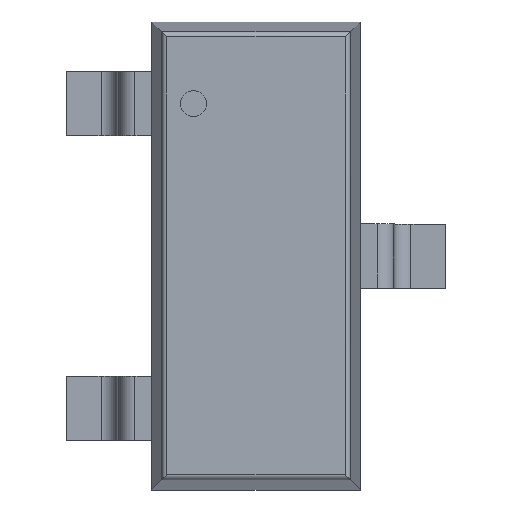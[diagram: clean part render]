
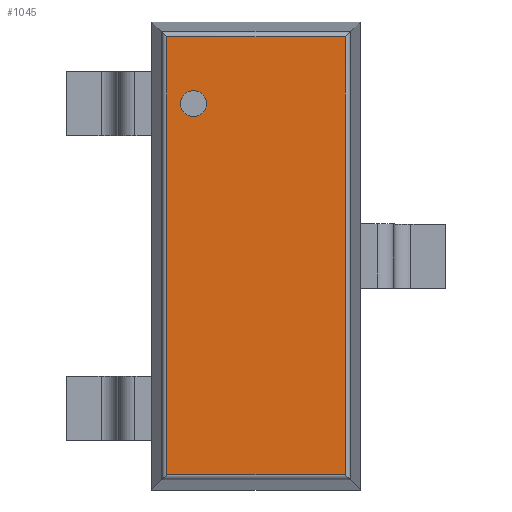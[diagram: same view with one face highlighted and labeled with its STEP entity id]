
A CAD part, top view. The second image highlights one B-rep face of the part: STEP entity #1045.
In plain terms, the highlighted planar face has unit normal (0, 0, 1).
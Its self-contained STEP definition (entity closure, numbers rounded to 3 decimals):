
#41=FACE_BOUND('',#171,.T.);
#42=CIRCLE('',#1157,0.081);
#107=FACE_OUTER_BOUND('',#170,.T.);
#170=EDGE_LOOP('',(#765,#766,#767,#768));
#171=EDGE_LOOP('',(#769));
#244=LINE('',#1619,#362);
#248=LINE('',#1630,#366);
#249=LINE('',#1633,#367);
#250=LINE('',#1634,#368);
#362=VECTOR('',#1304,1.);
#366=VECTOR('',#1318,1.);
#367=VECTOR('',#1321,1.);
#368=VECTOR('',#1322,1.);
#470=VERTEX_POINT('',#1616);
#471=VERTEX_POINT('',#1618);
#473=VERTEX_POINT('',#1628);
#474=VERTEX_POINT('',#1632);
#475=VERTEX_POINT('',#1635);
#577=EDGE_CURVE('',#470,#471,#244,.T.);
#583=EDGE_CURVE('',#470,#473,#248,.T.);
#584=EDGE_CURVE('',#473,#474,#249,.T.);
#585=EDGE_CURVE('',#471,#474,#250,.T.);
#586=EDGE_CURVE('',#475,#475,#42,.T.);
#765=ORIENTED_EDGE('',*,*,#577,.F.);
#766=ORIENTED_EDGE('',*,*,#583,.T.);
#767=ORIENTED_EDGE('',*,*,#584,.T.);
#768=ORIENTED_EDGE('',*,*,#585,.F.);
#769=ORIENTED_EDGE('',*,*,#586,.F.);
#994=PLANE('',#1156);
#1045=ADVANCED_FACE('',(#107,#41),#994,.T.);
#1156=AXIS2_PLACEMENT_3D('',#1631,#1319,#1320);
#1157=AXIS2_PLACEMENT_3D('',#1636,#1323,#1324);
#1304=DIRECTION('',(0.,1.,0.));
#1318=DIRECTION('',(1.,0.,0.));
#1319=DIRECTION('center_axis',(0.,0.,1.));
#1320=DIRECTION('ref_axis',(1.,0.,0.));
#1321=DIRECTION('',(0.,1.,0.));
#1322=DIRECTION('',(1.,0.,0.));
#1323=DIRECTION('center_axis',(0.,0.,1.));
#1324=DIRECTION('ref_axis',(1.,0.,0.));
#1616=CARTESIAN_POINT('',(-0.556,-1.366,1.12));
#1618=CARTESIAN_POINT('',(-0.556,1.366,1.12));
#1619=CARTESIAN_POINT('',(-0.556,-1.395,1.12));
#1628=CARTESIAN_POINT('',(0.556,-1.366,1.12));
#1630=CARTESIAN_POINT('',(-0.585,-1.366,1.12));
#1631=CARTESIAN_POINT('Origin',(-0.65,-1.46,1.12));
#1632=CARTESIAN_POINT('',(0.556,1.366,1.12));
#1633=CARTESIAN_POINT('',(0.556,-1.395,1.12));
#1634=CARTESIAN_POINT('',(-0.585,1.366,1.12));
#1635=CARTESIAN_POINT('',(-0.471,0.95,1.12));
#1636=CARTESIAN_POINT('Origin',(-0.39,0.95,1.12));
